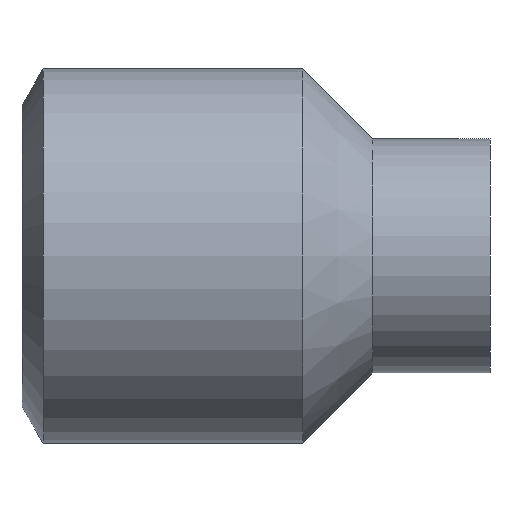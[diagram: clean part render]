
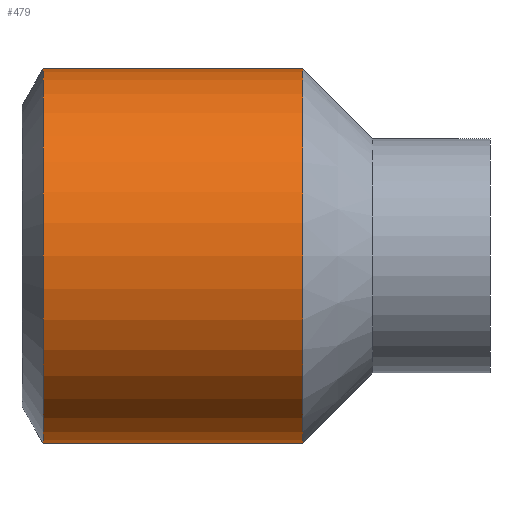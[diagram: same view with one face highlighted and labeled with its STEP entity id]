
A CAD part, front view. The second image highlights one B-rep face of the part: STEP entity #479.
In plain terms, the highlighted cylindrical face has radius 2 mm (diameter 4 mm), a partial arc.
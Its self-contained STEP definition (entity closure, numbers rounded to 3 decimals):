
#23 = CARTESIAN_POINT ( 'NONE',  ( -12.7, 0., 0. ) ) ;
#25 = VERTEX_POINT ( 'NONE', #134 ) ;
#34 = VECTOR ( 'NONE', #363, 1000. ) ;
#40 = VERTEX_POINT ( 'NONE', #291 ) ;
#42 = AXIS2_PLACEMENT_3D ( 'NONE', #23, #91, #247 ) ;
#67 = CARTESIAN_POINT ( 'NONE',  ( 3., 0., 0. ) ) ;
#69 = DIRECTION ( 'NONE',  ( 0., 0., 1. ) ) ;
#71 = EDGE_CURVE ( 'NONE', #194, #40, #302, .T. ) ;
#73 = DIRECTION ( 'NONE',  ( 0., 0., 1. ) ) ;
#76 = ORIENTED_EDGE ( 'NONE', *, *, #95, .T. ) ;
#91 = DIRECTION ( 'NONE',  ( -1., 0., 0. ) ) ;
#95 = EDGE_CURVE ( 'NONE', #467, #194, #219, .T. ) ;
#98 = FACE_OUTER_BOUND ( 'NONE', #293, .T. ) ;
#109 = EDGE_CURVE ( 'NONE', #25, #40, #407, .T. ) ;
#134 = CARTESIAN_POINT ( 'NONE',  ( 0.225, 0., -2. ) ) ;
#189 = DIRECTION ( 'NONE',  ( -1., 0., 0. ) ) ;
#194 = VERTEX_POINT ( 'NONE', #344 ) ;
#212 = ORIENTED_EDGE ( 'NONE', *, *, #432, .F. ) ;
#218 = ORIENTED_EDGE ( 'NONE', *, *, #71, .T. ) ;
#219 = CIRCLE ( 'NONE', #455, 2. ) ;
#225 = DIRECTION ( 'NONE',  ( -1., 0., 0. ) ) ;
#241 = LINE ( 'NONE', #403, #34 ) ;
#247 = DIRECTION ( 'NONE',  ( 0., 0., 1. ) ) ;
#278 = AXIS2_PLACEMENT_3D ( 'NONE', #379, #225, #73 ) ;
#291 = CARTESIAN_POINT ( 'NONE',  ( 0.225, 0., 2. ) ) ;
#292 = CYLINDRICAL_SURFACE ( 'NONE', #42, 2. ) ;
#293 = EDGE_LOOP ( 'NONE', ( #212, #76, #218, #490 ) ) ;
#302 = LINE ( 'NONE', #335, #357 ) ;
#335 = CARTESIAN_POINT ( 'NONE',  ( -12.7, 0., 2. ) ) ;
#344 = CARTESIAN_POINT ( 'NONE',  ( 3., 0., 2. ) ) ;
#357 = VECTOR ( 'NONE', #423, 1000. ) ;
#363 = DIRECTION ( 'NONE',  ( -1., 0., 0. ) ) ;
#379 = CARTESIAN_POINT ( 'NONE',  ( 0.225, 0., 0. ) ) ;
#403 = CARTESIAN_POINT ( 'NONE',  ( -12.7, 0., -2. ) ) ;
#406 = CARTESIAN_POINT ( 'NONE',  ( 3., 0., -2. ) ) ;
#407 = CIRCLE ( 'NONE', #278, 2. ) ;
#423 = DIRECTION ( 'NONE',  ( -1., 0., 0. ) ) ;
#432 = EDGE_CURVE ( 'NONE', #467, #25, #241, .T. ) ;
#455 = AXIS2_PLACEMENT_3D ( 'NONE', #67, #189, #69 ) ;
#467 = VERTEX_POINT ( 'NONE', #406 ) ;
#479 = ADVANCED_FACE ( 'NONE', ( #98 ), #292, .T. ) ;
#490 = ORIENTED_EDGE ( 'NONE', *, *, #109, .F. ) ;
